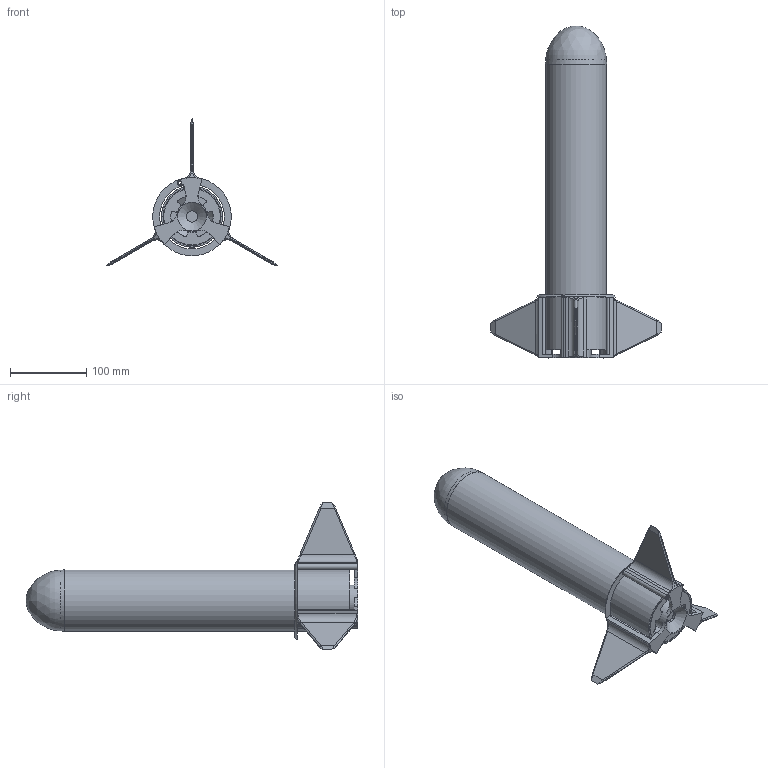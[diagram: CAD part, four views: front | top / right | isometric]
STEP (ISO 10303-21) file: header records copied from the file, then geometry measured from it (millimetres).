
FILE_DESCRIPTION(/* description */ (''),/* implementation_level */ '2;1');
FILE_NAME(/* name */ 'Assembly v8.step',/* time_stamp */ '2023-09-28T22:52:22-04:00',/* author */ (''),/* organization */ (''),/* preprocessor_version */ 'ST-DEVELOPER v20',/* originating_system */ 'Autodesk Translation Framework v12.14.0.127',/* authorisation */ '');
FILE_SCHEMA (('AUTOMOTIVE_DESIGN { 1 0 10303 214 3 1 1 }'));
Length unit declared in the file: millimetre
Products named in the file (5): Assembly; BigCardboardTube; NoseCone; LatchMech; Estes_D-12_Motor
Assembly tree (4 placements, depth 3):
  Assembly
    BigCardboardTube
    NoseCone
    LatchMech
      Estes_D-12_Motor
Bounding box: 223.48 x 436 x 193.54 mm (x, y, z)
Volume: 545049.8 mm3; surface area: 336754.7 mm2
Topology: 7 solids, 7 shells, 291 faces, 792 edges, 511 vertices
Faces by surface type: cylinder 120, plane 101, torus 35, bspline 31, cone 4
Full cylindrical faces by diameter (mm): 4.175 x1, 5.175 x1, 15 x2, 16 x1, 24 x1, 24.25 x2, 26.25 x1, 40 x1, 69.2 x1, 71.2 x1, 74.2 x2, 76.2 x1, 80.2 x1
Entity records: 11440 total; most frequent: CARTESIAN_POINT 3970, ORIENTED_EDGE 1576, DIRECTION 1499, EDGE_CURVE 788, AXIS2_PLACEMENT_3D 577, VERTEX_POINT 511, LINE 345, VECTOR 345
